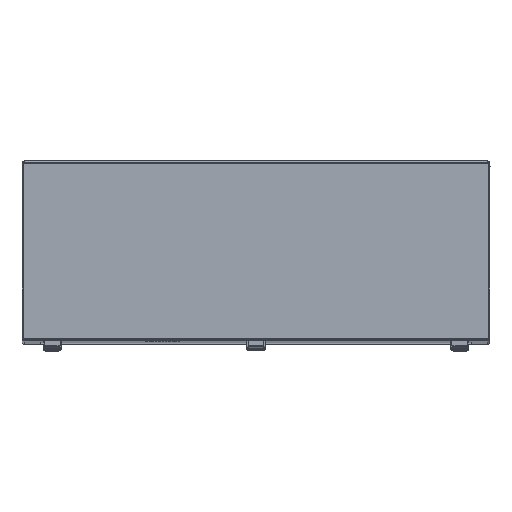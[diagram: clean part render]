
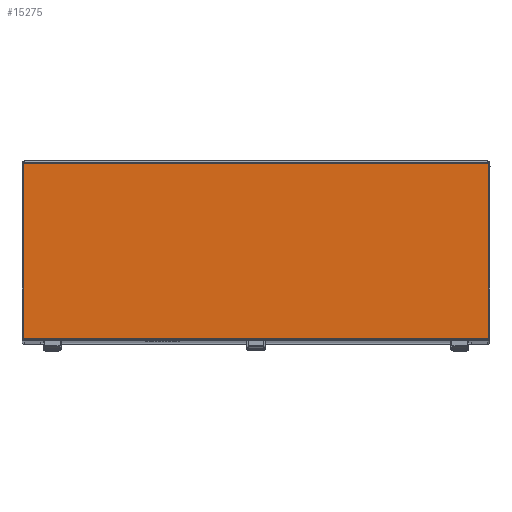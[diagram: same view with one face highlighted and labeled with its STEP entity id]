
A CAD part, top view. The second image highlights one B-rep face of the part: STEP entity #15275.
In plain terms, the highlighted planar face has unit normal (0, 0, 1).
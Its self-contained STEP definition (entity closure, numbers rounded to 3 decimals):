
#26 = VECTOR ( 'NONE', #6809, 1000. ) ;
#357 = CARTESIAN_POINT ( 'NONE',  ( -497., 0., 20. ) ) ;
#686 = LINE ( 'NONE', #15202, #12748 ) ;
#712 = EDGE_CURVE ( 'NONE', #13096, #13374, #10310, .T. ) ;
#832 = EDGE_CURVE ( 'NONE', #13817, #10227, #6613, .T. ) ;
#1342 = PLANE ( 'NONE',  #3977 ) ;
#1386 = LINE ( 'NONE', #13142, #14908 ) ;
#1434 = CARTESIAN_POINT ( 'NONE',  ( 0., 0., 20. ) ) ;
#1517 = DIRECTION ( 'NONE',  ( 0., 0., -1. ) ) ;
#1529 = CARTESIAN_POINT ( 'NONE',  ( 497., 376., 20. ) ) ;
#1668 = EDGE_CURVE ( 'NONE', #13817, #8909, #7147, .T. ) ;
#2029 = ORIENTED_EDGE ( 'NONE', *, *, #15356, .F. ) ;
#2514 = DIRECTION ( 'NONE',  ( 1., 0., 0. ) ) ;
#3275 = VERTEX_POINT ( 'NONE', #8555 ) ;
#3434 = DIRECTION ( 'NONE',  ( 1., 0., 0. ) ) ;
#3977 = AXIS2_PLACEMENT_3D ( 'NONE', #1434, #1517, #8752 ) ;
#4267 = ORIENTED_EDGE ( 'NONE', *, *, #17510, .T. ) ;
#4357 = ORIENTED_EDGE ( 'NONE', *, *, #1668, .F. ) ;
#4370 = CARTESIAN_POINT ( 'NONE',  ( -495.586, 376., 20. ) ) ;
#6127 = ORIENTED_EDGE ( 'NONE', *, *, #7720, .T. ) ;
#6157 = CARTESIAN_POINT ( 'NONE',  ( -495.586, 3., 20. ) ) ;
#6255 = LINE ( 'NONE', #11930, #17080 ) ;
#6582 = EDGE_CURVE ( 'NONE', #10227, #3275, #15355, .T. ) ;
#6613 = LINE ( 'NONE', #15071, #17430 ) ;
#6809 = DIRECTION ( 'NONE',  ( -1., 0., 0. ) ) ;
#6820 = CARTESIAN_POINT ( 'NONE',  ( 495.586, 3., 20. ) ) ;
#7147 = LINE ( 'NONE', #15691, #10849 ) ;
#7381 = EDGE_LOOP ( 'NONE', ( #9442, #6127, #14934, #4357, #9272, #12696, #4267, #2029 ) ) ;
#7720 = EDGE_CURVE ( 'NONE', #13374, #11755, #18399, .T. ) ;
#8123 = CARTESIAN_POINT ( 'NONE',  ( 500., 376., 20. ) ) ;
#8555 = CARTESIAN_POINT ( 'NONE',  ( 495.586, 376., 20. ) ) ;
#8752 = DIRECTION ( 'NONE',  ( -1., 0., 0. ) ) ;
#8909 = VERTEX_POINT ( 'NONE', #6820 ) ;
#9178 = DIRECTION ( 'NONE',  ( -1., 0., 0. ) ) ;
#9272 = ORIENTED_EDGE ( 'NONE', *, *, #832, .T. ) ;
#9442 = ORIENTED_EDGE ( 'NONE', *, *, #712, .T. ) ;
#9645 = CARTESIAN_POINT ( 'NONE',  ( 500., 3., 20. ) ) ;
#10139 = VECTOR ( 'NONE', #13334, 1000. ) ;
#10227 = VERTEX_POINT ( 'NONE', #1529 ) ;
#10310 = LINE ( 'NONE', #357, #10139 ) ;
#10849 = VECTOR ( 'NONE', #17766, 1000. ) ;
#11099 = CARTESIAN_POINT ( 'NONE',  ( -497., 3., 20. ) ) ;
#11755 = VERTEX_POINT ( 'NONE', #6157 ) ;
#11930 = CARTESIAN_POINT ( 'NONE',  ( 500., 376., 20. ) ) ;
#12325 = VERTEX_POINT ( 'NONE', #4370 ) ;
#12696 = ORIENTED_EDGE ( 'NONE', *, *, #6582, .T. ) ;
#12748 = VECTOR ( 'NONE', #3434, 1000. ) ;
#12766 = VECTOR ( 'NONE', #2514, 1000. ) ;
#13096 = VERTEX_POINT ( 'NONE', #16029 ) ;
#13142 = CARTESIAN_POINT ( 'NONE',  ( -500., 3., 20. ) ) ;
#13334 = DIRECTION ( 'NONE',  ( 0., -1., 0. ) ) ;
#13374 = VERTEX_POINT ( 'NONE', #11099 ) ;
#13817 = VERTEX_POINT ( 'NONE', #14454 ) ;
#14454 = CARTESIAN_POINT ( 'NONE',  ( 497., 3., 20. ) ) ;
#14908 = VECTOR ( 'NONE', #15812, 1000. ) ;
#14934 = ORIENTED_EDGE ( 'NONE', *, *, #15885, .F. ) ;
#15071 = CARTESIAN_POINT ( 'NONE',  ( 497., 0., 20. ) ) ;
#15202 = CARTESIAN_POINT ( 'NONE',  ( 500., 376., 20. ) ) ;
#15275 = ADVANCED_FACE ( 'NONE', ( #17391 ), #1342, .F. ) ;
#15355 = LINE ( 'NONE', #8123, #26 ) ;
#15356 = EDGE_CURVE ( 'NONE', #13096, #12325, #686, .T. ) ;
#15691 = CARTESIAN_POINT ( 'NONE',  ( -500., 3., 20. ) ) ;
#15812 = DIRECTION ( 'NONE',  ( -1., 0., 0. ) ) ;
#15885 = EDGE_CURVE ( 'NONE', #8909, #11755, #1386, .T. ) ;
#16029 = CARTESIAN_POINT ( 'NONE',  ( -497., 376., 20. ) ) ;
#17080 = VECTOR ( 'NONE', #9178, 1000. ) ;
#17391 = FACE_OUTER_BOUND ( 'NONE', #7381, .T. ) ;
#17430 = VECTOR ( 'NONE', #18016, 1000. ) ;
#17510 = EDGE_CURVE ( 'NONE', #3275, #12325, #6255, .T. ) ;
#17766 = DIRECTION ( 'NONE',  ( -1., 0., 0. ) ) ;
#18016 = DIRECTION ( 'NONE',  ( 0., 1., 0. ) ) ;
#18399 = LINE ( 'NONE', #9645, #12766 ) ;
